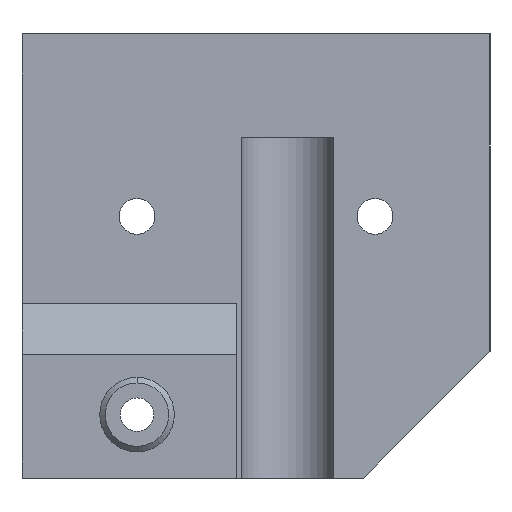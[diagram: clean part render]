
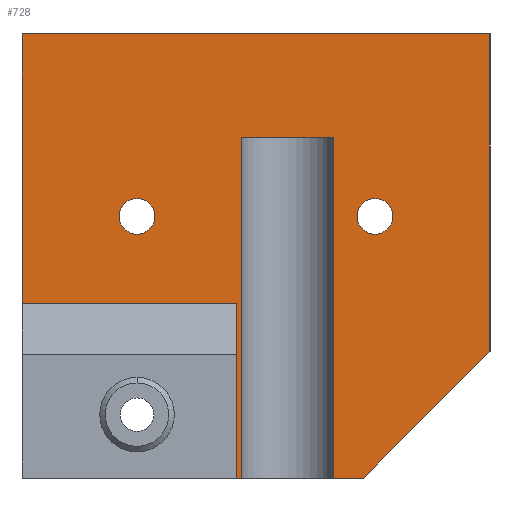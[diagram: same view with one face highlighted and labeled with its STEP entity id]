
A CAD part, left-side view. The second image highlights one B-rep face of the part: STEP entity #728.
In plain terms, the highlighted planar face has unit normal (-1, 0, 0).
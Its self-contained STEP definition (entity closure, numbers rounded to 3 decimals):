
#17 = EDGE_CURVE ( 'NONE', #834, #1133, #424, .T. ) ;
#31 = AXIS2_PLACEMENT_3D ( 'NONE', #324, #971, #1074 ) ;
#38 = CARTESIAN_POINT ( 'NONE',  ( 1.5, 33.5, 10. ) ) ;
#39 = VERTEX_POINT ( 'NONE', #198 ) ;
#49 = ORIENTED_EDGE ( 'NONE', *, *, #891, .F. ) ;
#64 = DIRECTION ( 'NONE',  ( 0., 1., 0. ) ) ;
#73 = CIRCLE ( 'NONE', #659, 2.25 ) ;
#74 = VECTOR ( 'NONE', #921, 1000. ) ;
#80 = ORIENTED_EDGE ( 'NONE', *, *, #113, .T. ) ;
#88 = VERTEX_POINT ( 'NONE', #461 ) ;
#110 = CARTESIAN_POINT ( 'NONE',  ( 1.5, 6.5, -11. ) ) ;
#113 = EDGE_CURVE ( 'NONE', #88, #39, #780, .T. ) ;
#115 = LINE ( 'NONE', #922, #484 ) ;
#118 = ORIENTED_EDGE ( 'NONE', *, *, #608, .T. ) ;
#134 = DIRECTION ( 'NONE',  ( 0., -0.707, 0.707 ) ) ;
#137 = EDGE_CURVE ( 'NONE', #958, #39, #690, .T. ) ;
#139 = CARTESIAN_POINT ( 'NONE',  ( 1.5, 33.5, 23. ) ) ;
#165 = CARTESIAN_POINT ( 'NONE',  ( 1.5, 6.5, -11. ) ) ;
#167 = CARTESIAN_POINT ( 'NONE',  ( 1.5, -5.809, -33. ) ) ;
#174 = ORIENTED_EDGE ( 'NONE', *, *, #1090, .F. ) ;
#175 = EDGE_CURVE ( 'NONE', #903, #417, #308, .T. ) ;
#178 = VERTEX_POINT ( 'NONE', #1112 ) ;
#198 = CARTESIAN_POINT ( 'NONE',  ( 1.5, 6.5, -33. ) ) ;
#209 = CARTESIAN_POINT ( 'NONE',  ( 1.5, 19., 0. ) ) ;
#211 = DIRECTION ( 'NONE',  ( 0., 1., 0. ) ) ;
#214 = CIRCLE ( 'NONE', #639, 2.25 ) ;
#254 = VERTEX_POINT ( 'NONE', #392 ) ;
#257 = CARTESIAN_POINT ( 'NONE',  ( 1.5, 19., 2.25 ) ) ;
#277 = DIRECTION ( 'NONE',  ( 1., 0., 0. ) ) ;
#282 = VECTOR ( 'NONE', #665, 1000. ) ;
#286 = VERTEX_POINT ( 'NONE', #139 ) ;
#291 = DIRECTION ( 'NONE',  ( 1., 0., 0. ) ) ;
#293 = DIRECTION ( 'NONE',  ( 0., 0., -1. ) ) ;
#295 = DIRECTION ( 'NONE',  ( 0., 1., 0. ) ) ;
#305 = LINE ( 'NONE', #1066, #1140 ) ;
#306 = CARTESIAN_POINT ( 'NONE',  ( 1.5, -11., -2.25 ) ) ;
#308 = CIRCLE ( 'NONE', #602, 2.25 ) ;
#324 = CARTESIAN_POINT ( 'NONE',  ( 1.5, -11., 0. ) ) ;
#328 = EDGE_LOOP ( 'NONE', ( #118, #401 ) ) ;
#332 = DIRECTION ( 'NONE',  ( 0., 0., -1. ) ) ;
#352 = CIRCLE ( 'NONE', #31, 2.25 ) ;
#358 = DIRECTION ( 'NONE',  ( 1., 0., 0. ) ) ;
#373 = CARTESIAN_POINT ( 'NONE',  ( 1.5, -25.5, -33. ) ) ;
#378 = EDGE_CURVE ( 'NONE', #417, #903, #352, .T. ) ;
#379 = CARTESIAN_POINT ( 'NONE',  ( 1.5, 5.809, -33. ) ) ;
#386 = CARTESIAN_POINT ( 'NONE',  ( 1.5, 33.5, 23. ) ) ;
#392 = CARTESIAN_POINT ( 'NONE',  ( 1.5, 33.5, -11. ) ) ;
#399 = VERTEX_POINT ( 'NONE', #1166 ) ;
#401 = ORIENTED_EDGE ( 'NONE', *, *, #869, .T. ) ;
#417 = VERTEX_POINT ( 'NONE', #306 ) ;
#424 = LINE ( 'NONE', #373, #74 ) ;
#445 = CARTESIAN_POINT ( 'NONE',  ( 1.5, 19., 0. ) ) ;
#451 = VECTOR ( 'NONE', #745, 1000. ) ;
#461 = CARTESIAN_POINT ( 'NONE',  ( 1.5, 6.5, -11. ) ) ;
#462 = VECTOR ( 'NONE', #821, 1000. ) ;
#463 = VECTOR ( 'NONE', #211, 1000. ) ;
#472 = CARTESIAN_POINT ( 'NONE',  ( 1.5, -9.5, -33. ) ) ;
#480 = CARTESIAN_POINT ( 'NONE',  ( 1.5, -5.809, 10. ) ) ;
#484 = VECTOR ( 'NONE', #1013, 1000. ) ;
#504 = ORIENTED_EDGE ( 'NONE', *, *, #1094, .F. ) ;
#536 = CARTESIAN_POINT ( 'NONE',  ( 1.5, -5.809, 10. ) ) ;
#538 = CARTESIAN_POINT ( 'NONE',  ( 1.5, -25.5, -17. ) ) ;
#543 = VERTEX_POINT ( 'NONE', #965 ) ;
#547 = ORIENTED_EDGE ( 'NONE', *, *, #175, .T. ) ;
#550 = CARTESIAN_POINT ( 'NONE',  ( 1.5, -5.809, 10. ) ) ;
#554 = LINE ( 'NONE', #38, #655 ) ;
#556 = AXIS2_PLACEMENT_3D ( 'NONE', #550, #277, #933 ) ;
#559 = ORIENTED_EDGE ( 'NONE', *, *, #807, .T. ) ;
#581 = LINE ( 'NONE', #852, #1053 ) ;
#602 = AXIS2_PLACEMENT_3D ( 'NONE', #755, #291, #295 ) ;
#608 = EDGE_CURVE ( 'NONE', #1162, #543, #214, .T. ) ;
#631 = ORIENTED_EDGE ( 'NONE', *, *, #378, .T. ) ;
#639 = AXIS2_PLACEMENT_3D ( 'NONE', #445, #358, #989 ) ;
#655 = VECTOR ( 'NONE', #858, 1000. ) ;
#659 = AXIS2_PLACEMENT_3D ( 'NONE', #209, #1036, #942 ) ;
#663 = ORIENTED_EDGE ( 'NONE', *, *, #847, .T. ) ;
#665 = DIRECTION ( 'NONE',  ( 0., -1., 0. ) ) ;
#672 = VECTOR ( 'NONE', #134, 1000. ) ;
#690 = LINE ( 'NONE', #379, #463 ) ;
#702 = FACE_BOUND ( 'NONE', #328, .T. ) ;
#712 = VERTEX_POINT ( 'NONE', #538 ) ;
#716 = LINE ( 'NONE', #536, #462 ) ;
#728 = ADVANCED_FACE ( 'NONE', ( #1113, #1156, #702 ), #920, .F. ) ;
#744 = EDGE_CURVE ( 'NONE', #861, #1133, #716, .T. ) ;
#745 = DIRECTION ( 'NONE',  ( 0., 0., -1. ) ) ;
#755 = CARTESIAN_POINT ( 'NONE',  ( 1.5, -11., 0. ) ) ;
#771 = ORIENTED_EDGE ( 'NONE', *, *, #744, .T. ) ;
#780 = LINE ( 'NONE', #110, #451 ) ;
#807 = EDGE_CURVE ( 'NONE', #178, #861, #115, .T. ) ;
#813 = ORIENTED_EDGE ( 'NONE', *, *, #1035, .T. ) ;
#821 = DIRECTION ( 'NONE',  ( 0., 0., -1. ) ) ;
#834 = VERTEX_POINT ( 'NONE', #472 ) ;
#838 = EDGE_CURVE ( 'NONE', #286, #399, #841, .T. ) ;
#841 = LINE ( 'NONE', #386, #282 ) ;
#847 = EDGE_CURVE ( 'NONE', #286, #254, #554, .T. ) ;
#852 = CARTESIAN_POINT ( 'NONE',  ( 1.5, -25.5, 10. ) ) ;
#858 = DIRECTION ( 'NONE',  ( 0., 0., -1. ) ) ;
#861 = VERTEX_POINT ( 'NONE', #480 ) ;
#869 = EDGE_CURVE ( 'NONE', #543, #1162, #73, .T. ) ;
#891 = EDGE_CURVE ( 'NONE', #399, #712, #581, .T. ) ;
#894 = VECTOR ( 'NONE', #64, 1000. ) ;
#903 = VERTEX_POINT ( 'NONE', #1120 ) ;
#920 = PLANE ( 'NONE',  #556 ) ;
#921 = DIRECTION ( 'NONE',  ( 0., 1., 0. ) ) ;
#922 = CARTESIAN_POINT ( 'NONE',  ( 1.5, -5.809, 10. ) ) ;
#933 = DIRECTION ( 'NONE',  ( 0., 1., 0. ) ) ;
#942 = DIRECTION ( 'NONE',  ( 0., 1., 0. ) ) ;
#958 = VERTEX_POINT ( 'NONE', #1056 ) ;
#965 = CARTESIAN_POINT ( 'NONE',  ( 1.5, 19., -2.25 ) ) ;
#971 = DIRECTION ( 'NONE',  ( 1., 0., 0. ) ) ;
#975 = ORIENTED_EDGE ( 'NONE', *, *, #137, .F. ) ;
#989 = DIRECTION ( 'NONE',  ( 0., 1., 0. ) ) ;
#1013 = DIRECTION ( 'NONE',  ( 0., -1., 0. ) ) ;
#1024 = LINE ( 'NONE', #165, #894 ) ;
#1035 = EDGE_CURVE ( 'NONE', #834, #712, #1111, .T. ) ;
#1036 = DIRECTION ( 'NONE',  ( 1., 0., 0. ) ) ;
#1053 = VECTOR ( 'NONE', #293, 1000. ) ;
#1056 = CARTESIAN_POINT ( 'NONE',  ( 1.5, 5.809, -33. ) ) ;
#1059 = EDGE_LOOP ( 'NONE', ( #1101, #813, #49, #1145, #663, #504, #80, #975, #174, #559, #771 ) ) ;
#1066 = CARTESIAN_POINT ( 'NONE',  ( 1.5, 5.809, 10. ) ) ;
#1074 = DIRECTION ( 'NONE',  ( 0., 1., 0. ) ) ;
#1090 = EDGE_CURVE ( 'NONE', #178, #958, #305, .T. ) ;
#1094 = EDGE_CURVE ( 'NONE', #88, #254, #1024, .T. ) ;
#1101 = ORIENTED_EDGE ( 'NONE', *, *, #17, .F. ) ;
#1111 = LINE ( 'NONE', #1148, #672 ) ;
#1112 = CARTESIAN_POINT ( 'NONE',  ( 1.5, 5.809, 10. ) ) ;
#1113 = FACE_BOUND ( 'NONE', #1175, .T. ) ;
#1120 = CARTESIAN_POINT ( 'NONE',  ( 1.5, -11., 2.25 ) ) ;
#1133 = VERTEX_POINT ( 'NONE', #167 ) ;
#1140 = VECTOR ( 'NONE', #332, 1000. ) ;
#1145 = ORIENTED_EDGE ( 'NONE', *, *, #838, .F. ) ;
#1148 = CARTESIAN_POINT ( 'NONE',  ( 1.5, -9.5, -33. ) ) ;
#1156 = FACE_OUTER_BOUND ( 'NONE', #1059, .T. ) ;
#1162 = VERTEX_POINT ( 'NONE', #257 ) ;
#1166 = CARTESIAN_POINT ( 'NONE',  ( 1.5, -25.5, 23. ) ) ;
#1175 = EDGE_LOOP ( 'NONE', ( #547, #631 ) ) ;
